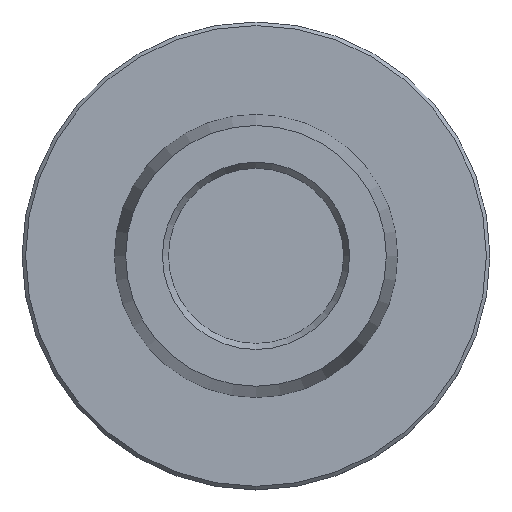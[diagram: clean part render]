
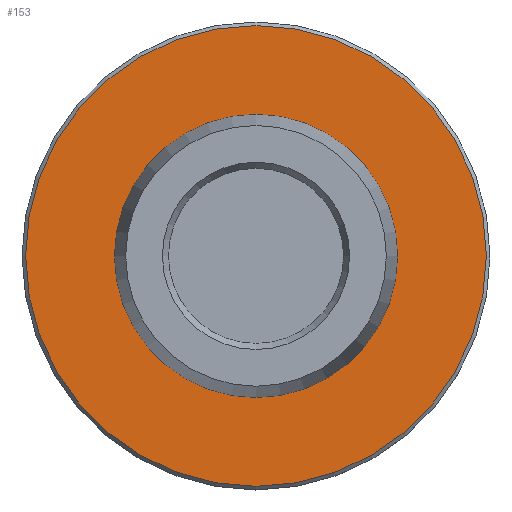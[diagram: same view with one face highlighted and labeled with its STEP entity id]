
A CAD part, top view. The second image highlights one B-rep face of the part: STEP entity #153.
In plain terms, the highlighted planar face has unit normal (0, 0, 1).
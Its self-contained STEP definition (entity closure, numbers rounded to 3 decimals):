
#16=FACE_BOUND('',#46,.T.);
#20=PLANE('',#199);
#33=FACE_OUTER_BOUND('',#45,.T.);
#45=EDGE_LOOP('',(#135));
#46=EDGE_LOOP('',(#136));
#54=CIRCLE('',#187,19.2);
#55=CIRCLE('',#189,11.8);
#78=VERTEX_POINT('',#272);
#79=VERTEX_POINT('',#276);
#93=EDGE_CURVE('',#78,#78,#54,.T.);
#94=EDGE_CURVE('',#79,#79,#55,.T.);
#135=ORIENTED_EDGE('',*,*,#93,.F.);
#136=ORIENTED_EDGE('',*,*,#94,.T.);
#153=ADVANCED_FACE('',(#33,#16),#20,.T.);
#187=AXIS2_PLACEMENT_3D('',#274,#224,#225);
#189=AXIS2_PLACEMENT_3D('',#277,#228,#229);
#199=AXIS2_PLACEMENT_3D('',#295,#251,#252);
#224=DIRECTION('center_axis',(0.,0.,-1.));
#225=DIRECTION('ref_axis',(0.,1.,0.));
#228=DIRECTION('center_axis',(0.,0.,-1.));
#229=DIRECTION('ref_axis',(0.,1.,0.));
#251=DIRECTION('center_axis',(0.,0.,1.));
#252=DIRECTION('ref_axis',(0.,-1.,0.));
#272=CARTESIAN_POINT('',(0.,-19.2,5.));
#274=CARTESIAN_POINT('Origin',(0.,0.,5.));
#276=CARTESIAN_POINT('',(0.,-11.8,5.));
#277=CARTESIAN_POINT('Origin',(0.,0.,5.));
#295=CARTESIAN_POINT('Origin',(-15.5,0.,5.));
